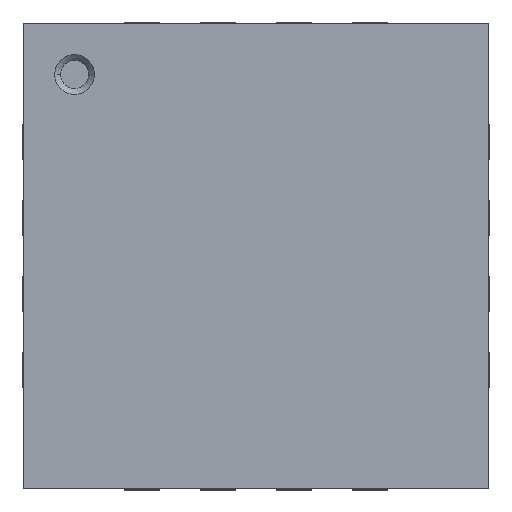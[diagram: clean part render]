
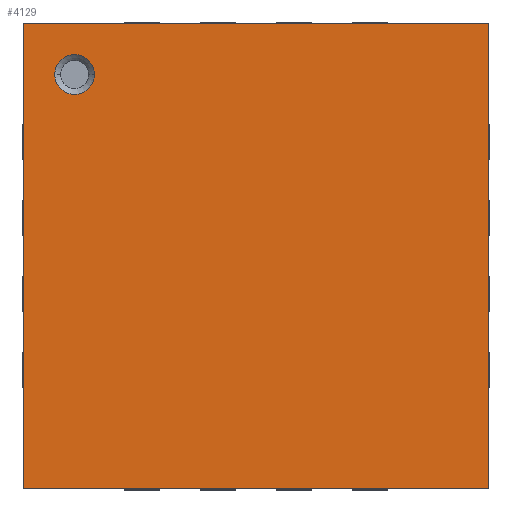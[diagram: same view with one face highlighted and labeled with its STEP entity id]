
A CAD part, top view. The second image highlights one B-rep face of the part: STEP entity #4129.
In plain terms, the highlighted planar face has unit normal (0, 0, 1).
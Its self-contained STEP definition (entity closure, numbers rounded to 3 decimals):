
#219 = DIRECTION ( 'NONE',  ( 0., 0., 1. ) ) ;
#327 = AXIS2_PLACEMENT_3D ( 'NONE', #1278, #4006, #2490 ) ;
#452 = EDGE_CURVE ( 'NONE', #4809, #1253, #2707, .T. ) ;
#520 = CARTESIAN_POINT ( 'NONE',  ( -1.99, -1.99, 0.92 ) ) ;
#598 = CARTESIAN_POINT ( 'NONE',  ( -1.55, 1.55, 0.92 ) ) ;
#650 = CARTESIAN_POINT ( 'NONE',  ( 1.99, 1.99, 0.92 ) ) ;
#677 = ORIENTED_EDGE ( 'NONE', *, *, #940, .F. ) ;
#777 = AXIS2_PLACEMENT_3D ( 'NONE', #2781, #2765, #894 ) ;
#804 = ORIENTED_EDGE ( 'NONE', *, *, #3292, .F. ) ;
#894 = DIRECTION ( 'NONE',  ( 1., 0., 0. ) ) ;
#940 = EDGE_CURVE ( 'NONE', #1577, #3774, #4737, .T. ) ;
#945 = CARTESIAN_POINT ( 'NONE',  ( -1.72, 1.55, 0.92 ) ) ;
#974 = EDGE_CURVE ( 'NONE', #1253, #3465, #3055, .T. ) ;
#1169 = VECTOR ( 'NONE', #3323, 1000. ) ;
#1187 = PLANE ( 'NONE',  #777 ) ;
#1253 = VERTEX_POINT ( 'NONE', #1829 ) ;
#1278 = CARTESIAN_POINT ( 'NONE',  ( -1.55, 1.55, 0.92 ) ) ;
#1563 = ORIENTED_EDGE ( 'NONE', *, *, #2753, .T. ) ;
#1566 = ORIENTED_EDGE ( 'NONE', *, *, #974, .T. ) ;
#1577 = VERTEX_POINT ( 'NONE', #945 ) ;
#1762 = VECTOR ( 'NONE', #3708, 1000. ) ;
#1788 = VERTEX_POINT ( 'NONE', #2000 ) ;
#1829 = CARTESIAN_POINT ( 'NONE',  ( -1.99, 1.99, 0.92 ) ) ;
#1932 = EDGE_CURVE ( 'NONE', #1788, #4809, #3207, .T. ) ;
#2000 = CARTESIAN_POINT ( 'NONE',  ( 1.99, -1.99, 0.92 ) ) ;
#2079 = CARTESIAN_POINT ( 'NONE',  ( -1.38, 1.55, 0.92 ) ) ;
#2288 = DIRECTION ( 'NONE',  ( -1., 0., 0. ) ) ;
#2391 = FACE_BOUND ( 'NONE', #3635, .T. ) ;
#2490 = DIRECTION ( 'NONE',  ( 1., 0., 0. ) ) ;
#2694 = ORIENTED_EDGE ( 'NONE', *, *, #1932, .T. ) ;
#2707 = LINE ( 'NONE', #3475, #2808 ) ;
#2753 = EDGE_CURVE ( 'NONE', #3465, #1788, #3000, .T. ) ;
#2765 = DIRECTION ( 'NONE',  ( 0., 0., 1. ) ) ;
#2780 = AXIS2_PLACEMENT_3D ( 'NONE', #598, #219, #2959 ) ;
#2781 = CARTESIAN_POINT ( 'NONE',  ( -1.99, -1.99, 0.92 ) ) ;
#2808 = VECTOR ( 'NONE', #2288, 1000. ) ;
#2959 = DIRECTION ( 'NONE',  ( 1., 0., 0. ) ) ;
#3000 = LINE ( 'NONE', #520, #1169 ) ;
#3055 = LINE ( 'NONE', #4396, #1762 ) ;
#3207 = LINE ( 'NONE', #650, #3755 ) ;
#3292 = EDGE_CURVE ( 'NONE', #3774, #1577, #4431, .T. ) ;
#3323 = DIRECTION ( 'NONE',  ( 1., 0., 0. ) ) ;
#3465 = VERTEX_POINT ( 'NONE', #4982 ) ;
#3475 = CARTESIAN_POINT ( 'NONE',  ( -1.99, 1.99, 0.92 ) ) ;
#3516 = EDGE_LOOP ( 'NONE', ( #1566, #1563, #2694, #4302 ) ) ;
#3635 = EDGE_LOOP ( 'NONE', ( #804, #677 ) ) ;
#3708 = DIRECTION ( 'NONE',  ( 0., -1., 0. ) ) ;
#3755 = VECTOR ( 'NONE', #4564, 1000. ) ;
#3774 = VERTEX_POINT ( 'NONE', #2079 ) ;
#4006 = DIRECTION ( 'NONE',  ( 0., 0., 1. ) ) ;
#4107 = CARTESIAN_POINT ( 'NONE',  ( 1.99, 1.99, 0.92 ) ) ;
#4129 = ADVANCED_FACE ( 'NONE', ( #2391, #4758 ), #1187, .T. ) ;
#4302 = ORIENTED_EDGE ( 'NONE', *, *, #452, .T. ) ;
#4396 = CARTESIAN_POINT ( 'NONE',  ( -1.99, 1.99, 0.92 ) ) ;
#4431 = CIRCLE ( 'NONE', #2780, 0.17 ) ;
#4564 = DIRECTION ( 'NONE',  ( 0., 1., 0. ) ) ;
#4737 = CIRCLE ( 'NONE', #327, 0.17 ) ;
#4758 = FACE_OUTER_BOUND ( 'NONE', #3516, .T. ) ;
#4809 = VERTEX_POINT ( 'NONE', #4107 ) ;
#4982 = CARTESIAN_POINT ( 'NONE',  ( -1.99, -1.99, 0.92 ) ) ;
